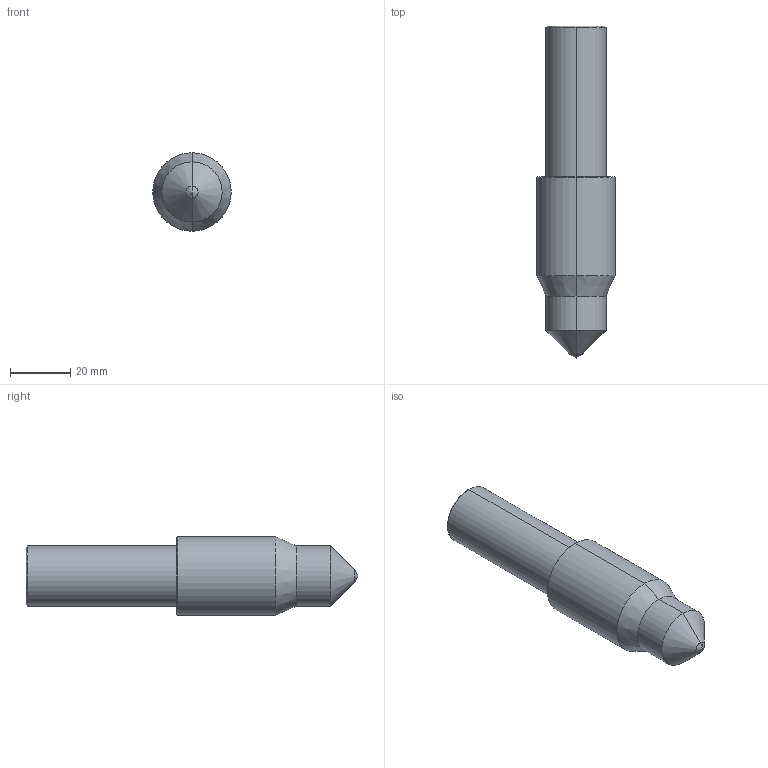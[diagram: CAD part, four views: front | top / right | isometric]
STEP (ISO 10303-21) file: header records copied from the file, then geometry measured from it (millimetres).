
FILE_DESCRIPTION (( 'STEP AP214' ), '1' );
FILE_NAME ('99688-SI20-20+S9MT2004-090.STEP', '2022-11-03T01:08:48', ( 'User' ), ( 'GENUINE' ), 'SwSTEP 2.0', 'SolidWorks 2012', '' );
FILE_SCHEMA (( 'AUTOMOTIVE_DESIGN' ));
Length unit declared in the file: millimetre
Products named in the file (1): 99688-SI20-20+S9MT2004-090
Bounding box: 26 x 110 x 26 mm (x, y, z)
Volume: 40496.1 mm3; surface area: 8032.2 mm2
Topology: 1 solids, 1 shells, 22 faces, 44 edges, 23 vertices
Faces by surface type: cone 12, cylinder 6, torus 2, plane 2
Entity records: 584 total; most frequent: DIRECTION 112, CARTESIAN_POINT 88, ORIENTED_EDGE 84, AXIS2_PLACEMENT_3D 47, EDGE_CURVE 42, CIRCLE 24, EDGE_LOOP 23, VERTEX_POINT 23
